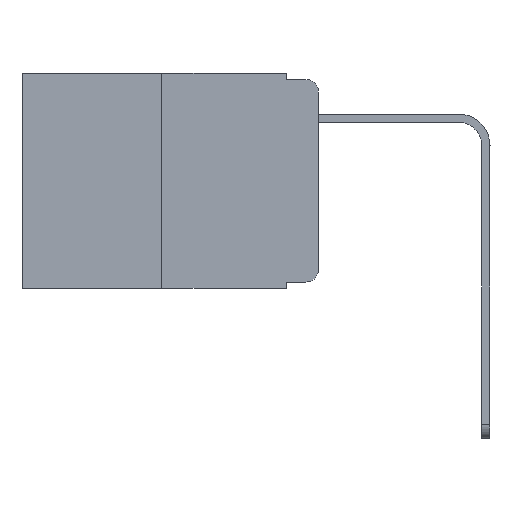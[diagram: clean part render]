
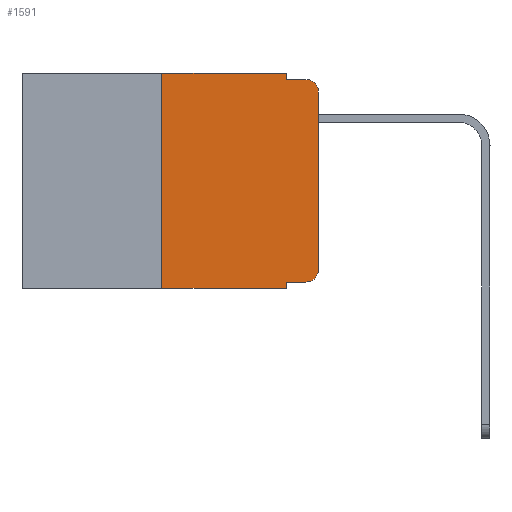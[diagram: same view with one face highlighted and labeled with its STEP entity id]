
A CAD part, left-side view. The second image highlights one B-rep face of the part: STEP entity #1591.
In plain terms, the highlighted planar face has unit normal (-1, 0, 0).
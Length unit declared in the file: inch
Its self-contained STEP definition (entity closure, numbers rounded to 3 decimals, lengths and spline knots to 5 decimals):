
#3 = CARTESIAN_POINT ( 'NONE',  ( 0., 0.051, -0.01 ) ) ;
#550 = ORIENTED_EDGE ( 'NONE', *, *, #4236, .T. ) ;
#915 = CARTESIAN_POINT ( 'NONE',  ( 0., 0.25, 0. ) ) ;
#1242 = VERTEX_POINT ( 'NONE', #4597 ) ;
#1591 = ADVANCED_FACE ( 'NONE', ( #16015 ), #6119, .F. ) ;
#1797 = VECTOR ( 'NONE', #6544, 39.37008 ) ;
#2205 = CARTESIAN_POINT ( 'NONE',  ( 0., 0.051, 0. ) ) ;
#2257 = VERTEX_POINT ( 'NONE', #11100 ) ;
#2492 = EDGE_CURVE ( 'NONE', #4341, #2257, #5078, .T. ) ;
#2637 = AXIS2_PLACEMENT_3D ( 'NONE', #3295, #17487, #14688 ) ;
#3295 = CARTESIAN_POINT ( 'NONE',  ( 0., 0.473, 0. ) ) ;
#3331 = CARTESIAN_POINT ( 'NONE',  ( 0., 0.473, 0. ) ) ;
#3612 = DIRECTION ( 'NONE',  ( 0., -1., 0. ) ) ;
#3929 = DIRECTION ( 'NONE',  ( 0., -1., 0. ) ) ;
#4227 = DIRECTION ( 'NONE',  ( 0., -1., 0. ) ) ;
#4236 = EDGE_CURVE ( 'NONE', #14944, #15819, #8153, .T. ) ;
#4341 = VERTEX_POINT ( 'NONE', #16735 ) ;
#4597 = CARTESIAN_POINT ( 'NONE',  ( 0., 0.051, 0. ) ) ;
#5035 = ORIENTED_EDGE ( 'NONE', *, *, #12949, .F. ) ;
#5078 = LINE ( 'NONE', #5493, #10213 ) ;
#5181 = CARTESIAN_POINT ( 'NONE',  ( 0., 0.02, -0.313 ) ) ;
#5493 = CARTESIAN_POINT ( 'NONE',  ( 0., 0., 0. ) ) ;
#5616 = LINE ( 'NONE', #13616, #1797 ) ;
#6119 = PLANE ( 'NONE',  #2637 ) ;
#6338 = AXIS2_PLACEMENT_3D ( 'NONE', #11037, #6929, #12643 ) ;
#6544 = DIRECTION ( 'NONE',  ( 0., 0., -1. ) ) ;
#6596 = VERTEX_POINT ( 'NONE', #8737 ) ;
#6929 = DIRECTION ( 'NONE',  ( -1., 0., 0. ) ) ;
#7861 = ORIENTED_EDGE ( 'NONE', *, *, #13688, .T. ) ;
#7921 = EDGE_LOOP ( 'NONE', ( #11868, #7861, #16160, #5035, #9326, #13137, #16640, #18303, #550, #9374 ) ) ;
#8080 = CARTESIAN_POINT ( 'NONE',  ( 0., 0.051, -0.343 ) ) ;
#8153 = LINE ( 'NONE', #13941, #11248 ) ;
#8171 = LINE ( 'NONE', #915, #11503 ) ;
#8236 = DIRECTION ( 'NONE',  ( 0., 0., 1. ) ) ;
#8602 = CARTESIAN_POINT ( 'NONE',  ( 0., 0.473, -0.343 ) ) ;
#8615 = VERTEX_POINT ( 'NONE', #8080 ) ;
#8737 = CARTESIAN_POINT ( 'NONE',  ( 0., 0.25, 0. ) ) ;
#8893 = CIRCLE ( 'NONE', #10417, 0.02 ) ;
#9324 = VECTOR ( 'NONE', #4227, 39.37008 ) ;
#9326 = ORIENTED_EDGE ( 'NONE', *, *, #17805, .F. ) ;
#9374 = ORIENTED_EDGE ( 'NONE', *, *, #16717, .T. ) ;
#9455 = EDGE_CURVE ( 'NONE', #11406, #9484, #12529, .T. ) ;
#9484 = VERTEX_POINT ( 'NONE', #16796 ) ;
#10213 = VECTOR ( 'NONE', #8236, 39.37008 ) ;
#10405 = VERTEX_POINT ( 'NONE', #12689 ) ;
#10417 = AXIS2_PLACEMENT_3D ( 'NONE', #5181, #16141, #17445 ) ;
#10728 = EDGE_CURVE ( 'NONE', #14944, #8615, #5616, .T. ) ;
#11037 = CARTESIAN_POINT ( 'NONE',  ( 0., 0.02, -0.03 ) ) ;
#11100 = CARTESIAN_POINT ( 'NONE',  ( 0., 0., -0.03 ) ) ;
#11248 = VECTOR ( 'NONE', #3929, 39.37008 ) ;
#11272 = CIRCLE ( 'NONE', #6338, 0.02 ) ;
#11319 = LINE ( 'NONE', #2205, #13542 ) ;
#11406 = VERTEX_POINT ( 'NONE', #3 ) ;
#11503 = VECTOR ( 'NONE', #12146, 39.37008 ) ;
#11868 = ORIENTED_EDGE ( 'NONE', *, *, #2492, .T. ) ;
#12146 = DIRECTION ( 'NONE',  ( 0., 0., 1. ) ) ;
#12169 = DIRECTION ( 'NONE',  ( 0., 0., -1. ) ) ;
#12408 = LINE ( 'NONE', #8602, #9324 ) ;
#12529 = LINE ( 'NONE', #13684, #18115 ) ;
#12643 = DIRECTION ( 'NONE',  ( 0., 0., -1. ) ) ;
#12689 = CARTESIAN_POINT ( 'NONE',  ( 0., 0.25, -0.343 ) ) ;
#12949 = EDGE_CURVE ( 'NONE', #1242, #11406, #11319, .T. ) ;
#13137 = ORIENTED_EDGE ( 'NONE', *, *, #18436, .F. ) ;
#13542 = VECTOR ( 'NONE', #12169, 39.37008 ) ;
#13616 = CARTESIAN_POINT ( 'NONE',  ( 0., 0.051, 0. ) ) ;
#13684 = CARTESIAN_POINT ( 'NONE',  ( 0., 0.051, -0.01 ) ) ;
#13688 = EDGE_CURVE ( 'NONE', #2257, #9484, #11272, .T. ) ;
#13941 = CARTESIAN_POINT ( 'NONE',  ( 0., 0.051, -0.333 ) ) ;
#13976 = VECTOR ( 'NONE', #16163, 39.37008 ) ;
#14688 = DIRECTION ( 'NONE',  ( 0., 0., -1. ) ) ;
#14944 = VERTEX_POINT ( 'NONE', #15131 ) ;
#15131 = CARTESIAN_POINT ( 'NONE',  ( 0., 0.051, -0.333 ) ) ;
#15819 = VERTEX_POINT ( 'NONE', #18281 ) ;
#16015 = FACE_OUTER_BOUND ( 'NONE', #7921, .T. ) ;
#16141 = DIRECTION ( 'NONE',  ( -1., 0., 0. ) ) ;
#16160 = ORIENTED_EDGE ( 'NONE', *, *, #9455, .F. ) ;
#16163 = DIRECTION ( 'NONE',  ( 0., -1., 0. ) ) ;
#16640 = ORIENTED_EDGE ( 'NONE', *, *, #17532, .T. ) ;
#16717 = EDGE_CURVE ( 'NONE', #15819, #4341, #8893, .T. ) ;
#16735 = CARTESIAN_POINT ( 'NONE',  ( 0., 0., -0.313 ) ) ;
#16796 = CARTESIAN_POINT ( 'NONE',  ( 0., 0.02, -0.01 ) ) ;
#17445 = DIRECTION ( 'NONE',  ( 0., 0., -1. ) ) ;
#17487 = DIRECTION ( 'NONE',  ( 1., 0., 0. ) ) ;
#17532 = EDGE_CURVE ( 'NONE', #10405, #8615, #12408, .T. ) ;
#17805 = EDGE_CURVE ( 'NONE', #6596, #1242, #18426, .T. ) ;
#18115 = VECTOR ( 'NONE', #3612, 39.37008 ) ;
#18281 = CARTESIAN_POINT ( 'NONE',  ( 0., 0.02, -0.333 ) ) ;
#18303 = ORIENTED_EDGE ( 'NONE', *, *, #10728, .F. ) ;
#18426 = LINE ( 'NONE', #3331, #13976 ) ;
#18436 = EDGE_CURVE ( 'NONE', #10405, #6596, #8171, .T. ) ;
